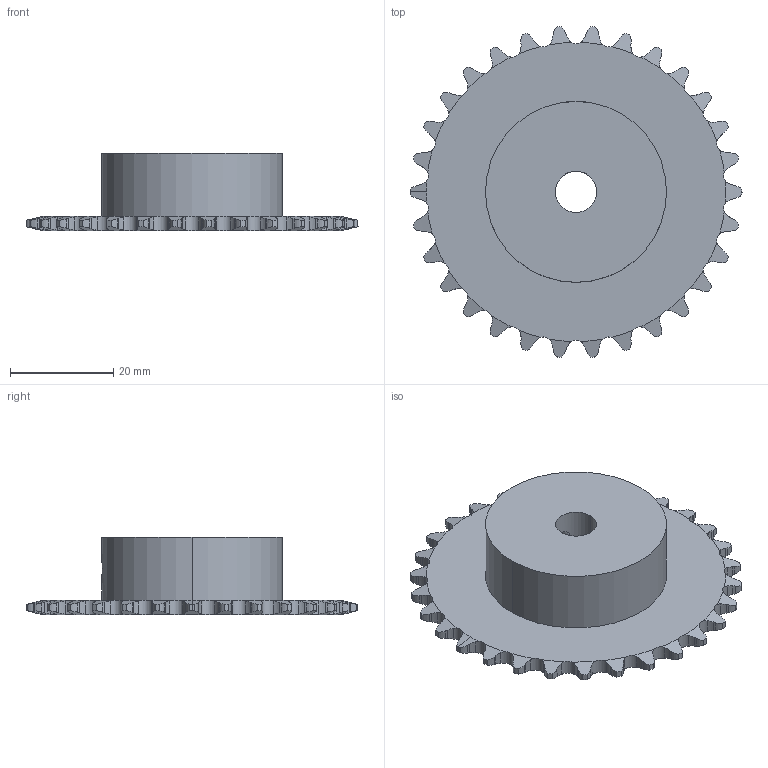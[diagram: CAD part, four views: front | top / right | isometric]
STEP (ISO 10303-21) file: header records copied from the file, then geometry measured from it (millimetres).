
FILE_DESCRIPTION (( 'STEP AP214' ), '1' );
FILE_NAME ('04C 30T Sprockets蟈謫.step', '2016-10-28T04:14:59', ( 'dell' ), ( '' ), 'SwSTEP 2.0', 'SolidWorks 2013', '' );
FILE_SCHEMA (( 'AUTOMOTIVE_DESIGN' ));
Length unit declared in the file: millimetre
Products named in the file (1): 04C 30T Sprockets蟈謫
Bounding box: 64.23 x 63.97 x 15 mm (x, y, z)
Volume: 18658.8 mm3; surface area: 8158.5 mm2
Topology: 1 solids, 1 shells, 312 faces, 926 edges, 617 vertices
Faces by surface type: cylinder 187, plane 63, cone 62
Entity records: 11305 total; most frequent: CARTESIAN_POINT 3650, ORIENTED_EDGE 1852, DIRECTION 1261, EDGE_CURVE 926, VERTEX_POINT 617, AXIS2_PLACEMENT_3D 506, B_SPLINE_CURVE_WITH_KNOTS 484, EDGE_LOOP 317
